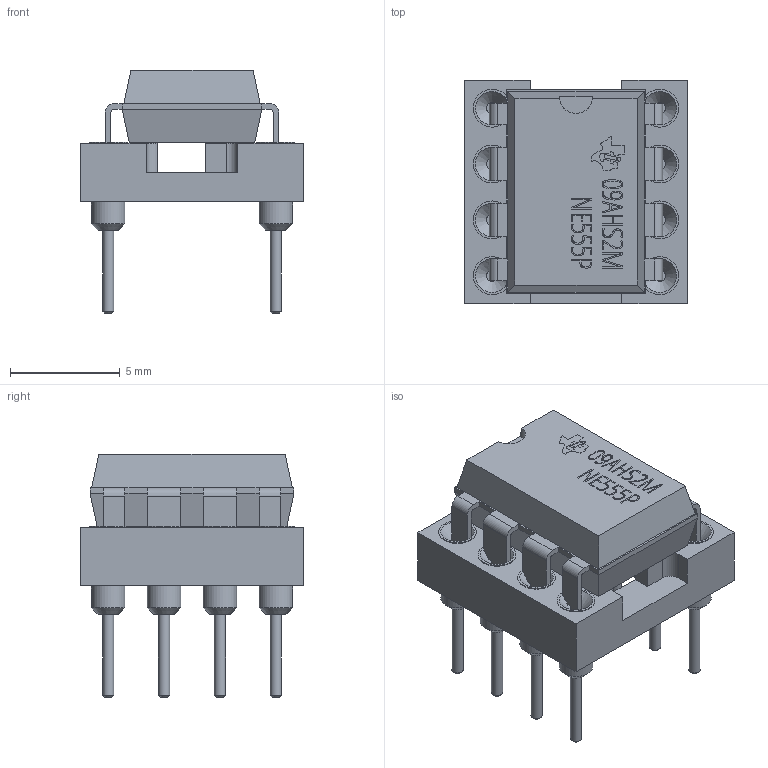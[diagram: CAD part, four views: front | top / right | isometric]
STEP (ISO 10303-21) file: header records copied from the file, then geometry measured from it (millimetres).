
FILE_DESCRIPTION(('FreeCAD Model'),'2;1');
FILE_NAME('Open CASCADE Shape Model','2021-08-20T16:56:47',( 'kicad StepUp'),('ksu MCAD'),'Open CASCADE STEP processor 7.4', 'FreeCAD','Unknown');
FILE_SCHEMA(('CONFIG_CONTROL_DESIGN','SHAPE_APPEARANCE_LAYER_MIM'));
Length unit declared in the file: millimetre
Products named in the file (1): DIP-8_W7.62mm
Bounding box: 10.16 x 10.16 x 11.06 mm (x, y, z)
Volume: 392.4 mm3; surface area: 714 mm2
Topology: 1 solids, 1 shells, 328 faces, 1139 edges, 834 vertices
Faces by surface type: plane 195, cylinder 89, cone 24, bspline 20
Full cylindrical faces by diameter (mm): 0.508 x8, 1.524 x8, 1.724 x8
Entity records: 16155 total; most frequent: CARTESIAN_POINT 3823, ORIENTED_EDGE 2278, DIRECTION 1893, EDGE_CURVE 1139, VERTEX_POINT 834, AXIS2_PLACEMENT_3D 633, LINE 627, VECTOR 627
